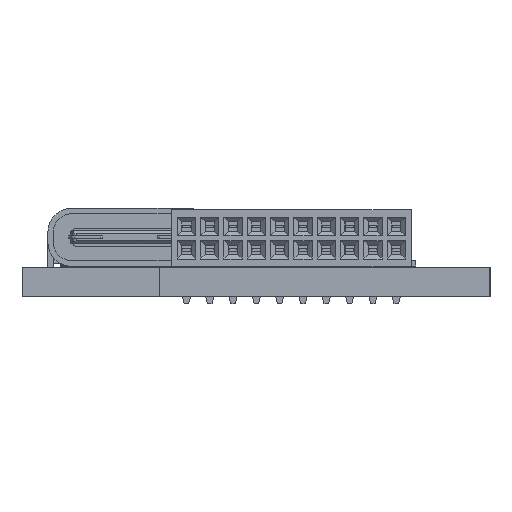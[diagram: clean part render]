
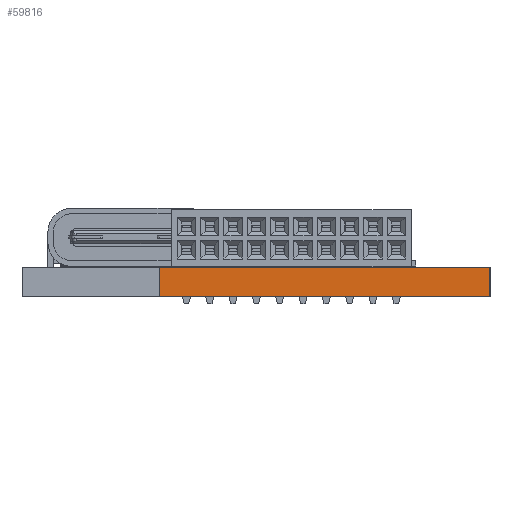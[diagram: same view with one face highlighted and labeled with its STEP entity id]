
A CAD part, left-side view. The second image highlights one B-rep face of the part: STEP entity #59816.
In plain terms, the highlighted planar face has unit normal (-1, 0, 0).
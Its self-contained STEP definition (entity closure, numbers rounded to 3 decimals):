
#59760 = VERTEX_POINT('',#59761);
#59761 = CARTESIAN_POINT('',(-53.05,-12.75,1.6));
#59767 = EDGE_CURVE('',#59768,#59760,#59770,.T.);
#59768 = VERTEX_POINT('',#59769);
#59769 = CARTESIAN_POINT('',(-53.05,-12.75,0.));
#59770 = LINE('',#59771,#59772);
#59771 = CARTESIAN_POINT('',(-53.05,-12.75,0.));
#59772 = VECTOR('',#59773,1.);
#59773 = DIRECTION('',(0.,0.,1.));
#59816 = ADVANCED_FACE('',(#59817),#59842,.T.);
#59817 = FACE_BOUND('',#59818,.T.);
#59818 = EDGE_LOOP('',(#59819,#59820,#59828,#59836));
#59819 = ORIENTED_EDGE('',*,*,#59767,.T.);
#59820 = ORIENTED_EDGE('',*,*,#59821,.T.);
#59821 = EDGE_CURVE('',#59760,#59822,#59824,.T.);
#59822 = VERTEX_POINT('',#59823);
#59823 = CARTESIAN_POINT('',(-53.05,5.25,1.6));
#59824 = LINE('',#59825,#59826);
#59825 = CARTESIAN_POINT('',(-53.05,-12.75,1.6));
#59826 = VECTOR('',#59827,1.);
#59827 = DIRECTION('',(0.,1.,0.));
#59828 = ORIENTED_EDGE('',*,*,#59829,.F.);
#59829 = EDGE_CURVE('',#59830,#59822,#59832,.T.);
#59830 = VERTEX_POINT('',#59831);
#59831 = CARTESIAN_POINT('',(-53.05,5.25,0.));
#59832 = LINE('',#59833,#59834);
#59833 = CARTESIAN_POINT('',(-53.05,5.25,0.));
#59834 = VECTOR('',#59835,1.);
#59835 = DIRECTION('',(0.,0.,1.));
#59836 = ORIENTED_EDGE('',*,*,#59837,.F.);
#59837 = EDGE_CURVE('',#59768,#59830,#59838,.T.);
#59838 = LINE('',#59839,#59840);
#59839 = CARTESIAN_POINT('',(-53.05,-12.75,0.));
#59840 = VECTOR('',#59841,1.);
#59841 = DIRECTION('',(0.,1.,0.));
#59842 = PLANE('',#59843);
#59843 = AXIS2_PLACEMENT_3D('',#59844,#59845,#59846);
#59844 = CARTESIAN_POINT('',(-53.05,-12.75,0.));
#59845 = DIRECTION('',(-1.,0.,0.));
#59846 = DIRECTION('',(0.,1.,0.));
